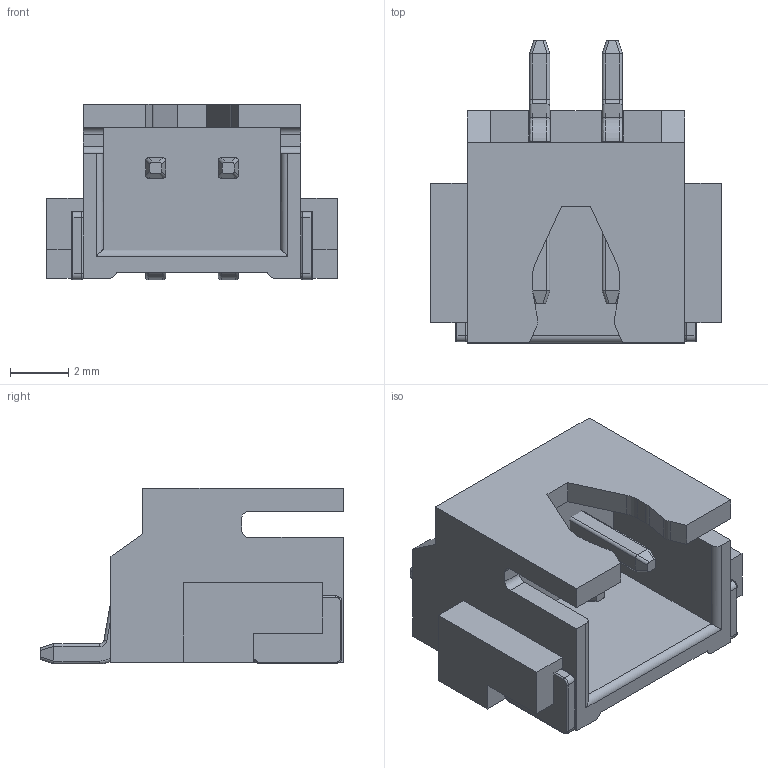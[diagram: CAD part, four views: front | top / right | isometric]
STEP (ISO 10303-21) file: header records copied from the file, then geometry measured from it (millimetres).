
FILE_DESCRIPTION (( 'STEP AP214' ), '1' );
FILE_NAME ('SHOU_HAN_2.54-2P WT_Modi.STEP', '2022-05-17T17:03:37', ( '' ), ( '' ), 'SwSTEP 2.0', 'SolidWorks 2017', '' );
FILE_SCHEMA (( 'AUTOMOTIVE_DESIGN' ));
Length unit declared in the file: millimetre
Products named in the file (4): =_[0_1_1_5]; SHOU_HAN_2.54-2P WT_Modi; CONN-SMD_2.54-2PWT; CN1
Assembly tree (3 placements, depth 4):
  SHOU_HAN_2.54-2P WT_Modi
    CN1
      CONN-SMD_2.54-2PWT
        =_[0_1_1_5]
Bounding box: 10 x 10.42 x 6.06 mm (x, y, z)
Volume: 200.5 mm3; surface area: 565.5 mm2
Topology: 5 solids, 5 shells, 289 faces, 756 edges, 484 vertices
Faces by surface type: plane 165, cylinder 82, bspline 42
Entity records: 13109 total; most frequent: CARTESIAN_POINT 3086, ORIENTED_EDGE 1512, DIRECTION 1252, EDGE_CURVE 756, VECTOR 518, LINE 518, VERTEX_POINT 484, AXIS2_PLACEMENT_3D 367
